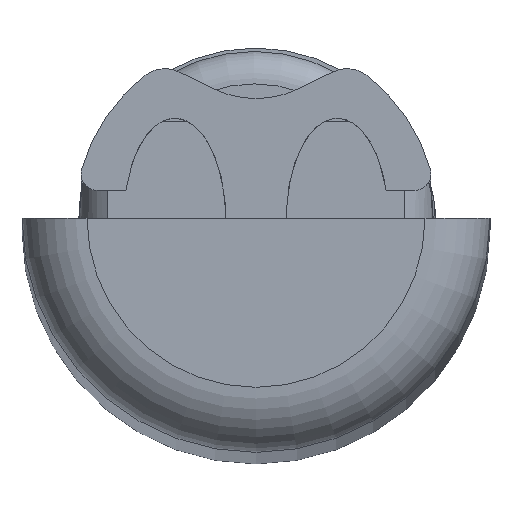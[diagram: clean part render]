
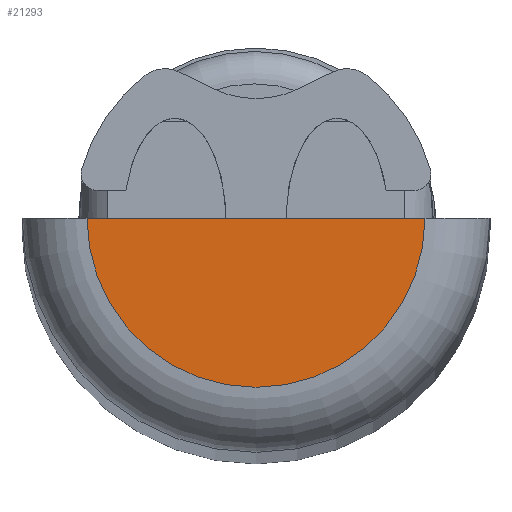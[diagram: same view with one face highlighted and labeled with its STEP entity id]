
A CAD part, top view. The second image highlights one B-rep face of the part: STEP entity #21293.
In plain terms, the highlighted planar face has unit normal (0, 0, 1).
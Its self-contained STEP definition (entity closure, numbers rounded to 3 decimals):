
#1052=CIRCLE('',#23002,5.2);
#2137=FACE_OUTER_BOUND('',#3281,.T.);
#3281=EDGE_LOOP('',(#17287,#17288));
#5399=LINE('',#33858,#7702);
#7702=VECTOR('',#27797,10.);
#9586=VERTEX_POINT('',#33856);
#9587=VERTEX_POINT('',#33857);
#12271=EDGE_CURVE('',#9586,#9587,#5399,.T.);
#12272=EDGE_CURVE('',#9587,#9586,#1052,.T.);
#17287=ORIENTED_EDGE('',*,*,#12271,.F.);
#17288=ORIENTED_EDGE('',*,*,#12272,.F.);
#19695=PLANE('',#23001);
#21293=ADVANCED_FACE('',(#2137),#19695,.T.);
#23001=AXIS2_PLACEMENT_3D('',#33855,#27795,#27796);
#23002=AXIS2_PLACEMENT_3D('',#33859,#27798,#27799);
#27795=DIRECTION('center_axis',(0.,0.,1.));
#27796=DIRECTION('ref_axis',(1.,0.,0.));
#27797=DIRECTION('',(1.,0.,0.));
#27798=DIRECTION('center_axis',(0.,0.,-1.));
#27799=DIRECTION('ref_axis',(-1.,0.,0.));
#33855=CARTESIAN_POINT('Origin',(0.,0.,126.));
#33856=CARTESIAN_POINT('',(-5.2,0.,126.));
#33857=CARTESIAN_POINT('',(5.2,0.,126.));
#33858=CARTESIAN_POINT('',(0.,0.,126.));
#33859=CARTESIAN_POINT('Origin',(0.,0.,126.));
